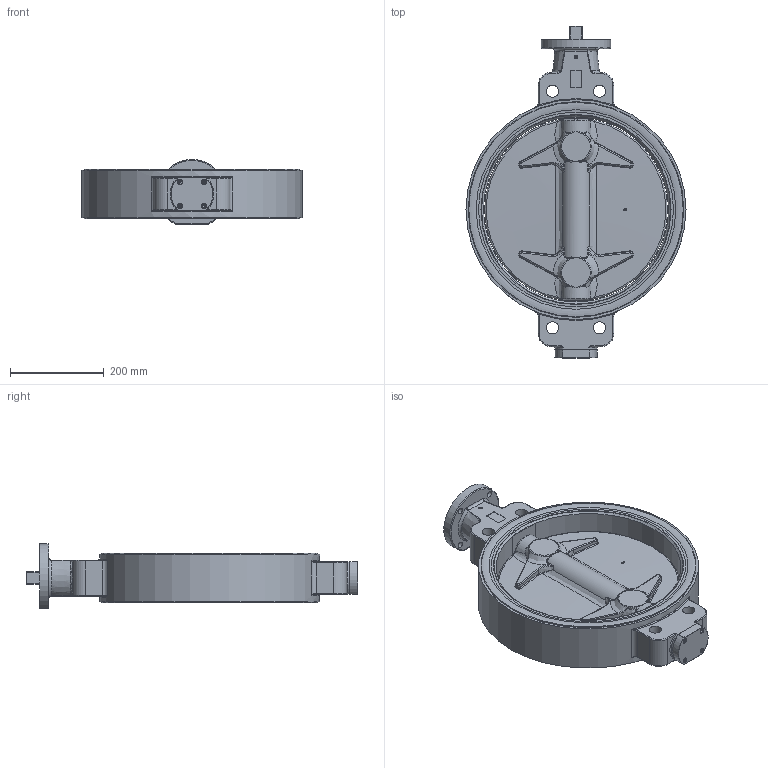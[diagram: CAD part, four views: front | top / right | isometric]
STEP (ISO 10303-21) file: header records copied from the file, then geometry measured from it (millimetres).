
FILE_DESCRIPTION((''),'2;1');
FILE_NAME('Z011-GG-DN400 PN10.stp','2014-02-05T07:18:17',('hellwig'),(''),'Autodesk Inventor 2013','Autodesk Inventor 2013','');
FILE_SCHEMA(('AUTOMOTIVE_DESIGN { 1 0 10303 214 1 1 1 1 }'));
Length unit declared in the file: millimetre
Products named in the file (1): M1196_Shrinkwrap_1
Bounding box: 470 x 709 x 138.73 mm (x, y, z)
Volume: 9623975 mm3; surface area: 1014013.5 mm2
Topology: 1 solids, 22 shells, 1225 faces, 3021 edges, 1852 vertices
Faces by surface type: plane 410, bspline 377, cylinder 266, torus 97, cone 59, sphere 16
Full cylindrical faces by diameter (mm): 4.917 x4, 5.5 x1, 6 x4, 6.6 x4, 6.647 x2, 10 x4, 11 x4, 13.5 x4, 25 x1, 26 x4, 30 x2, 32 x1, 35.5 x4, 40 x10, 40.1 x4, 40.2 x7, 40.35 x5, 44.95 x5, 45 x5, 46 x3, 47 x2, 53 x1, 60 x2, 443 x2, 448.5 x2, 460.5 x2, 470 x1
Entity records: 47013 total; most frequent: CARTESIAN_POINT 20956, ORIENTED_EDGE 5418, DIRECTION 4400, EDGE_CURVE 2709, VERTEX_POINT 1776, AXIS2_PLACEMENT_3D 1723, EDGE_LOOP 1531, FACE_OUTER_BOUND 1225
